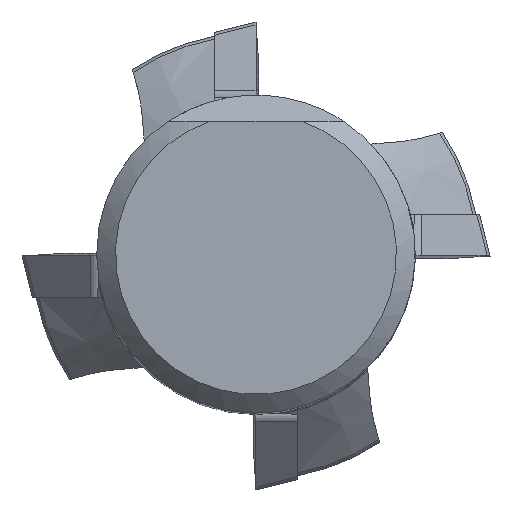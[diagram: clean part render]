
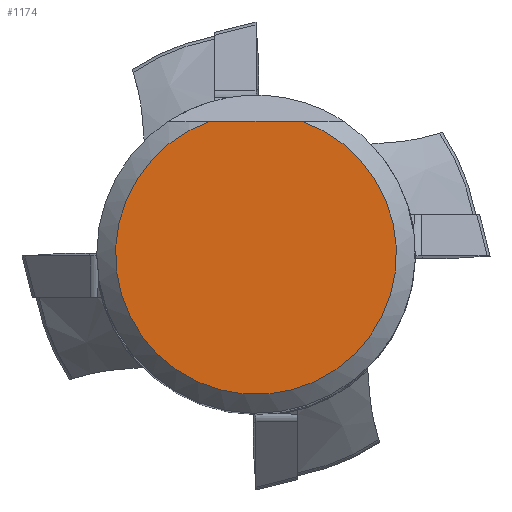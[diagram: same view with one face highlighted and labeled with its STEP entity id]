
A CAD part, top view. The second image highlights one B-rep face of the part: STEP entity #1174.
In plain terms, the highlighted planar face has unit normal (0, 0, 1).
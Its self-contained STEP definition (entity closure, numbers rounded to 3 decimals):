
#384=LINE('',#8460,#576);
#576=VECTOR('',#6109,1.);
#919=FACE_OUTER_BOUND('',#1847,.T.);
#1174=ADVANCED_FACE('',(#919),#1429,.F.);
#1429=PLANE('',#5420);
#1592=CIRCLE('',#5419,11.197);
#1847=EDGE_LOOP('',(#2470,#2471));
#2470=ORIENTED_EDGE('',*,*,#4352,.F.);
#2471=ORIENTED_EDGE('',*,*,#4353,.T.);
#3790=VERTEX_POINT('',#8458);
#3791=VERTEX_POINT('',#8459);
#4352=EDGE_CURVE('',#3790,#3791,#1592,.T.);
#4353=EDGE_CURVE('',#3790,#3791,#384,.T.);
#5419=AXIS2_PLACEMENT_3D('',#8457,#6107,#6108);
#5420=AXIS2_PLACEMENT_3D('',#8461,#6110,#6111);
#6107=DIRECTION('',(0.,0.,-1.));
#6108=DIRECTION('',(-1.,0.,0.));
#6109=DIRECTION('',(-1.,0.,0.));
#6110=DIRECTION('',(0.,0.,-1.));
#6111=DIRECTION('',(-1.,0.,0.));
#8457=CARTESIAN_POINT('',(0.,0.,0.));
#8458=CARTESIAN_POINT('',(3.597,10.603,0.));
#8459=CARTESIAN_POINT('',(-3.597,10.603,0.));
#8460=CARTESIAN_POINT('',(0.,10.603,0.));
#8461=CARTESIAN_POINT('',(0.,0.,0.));
